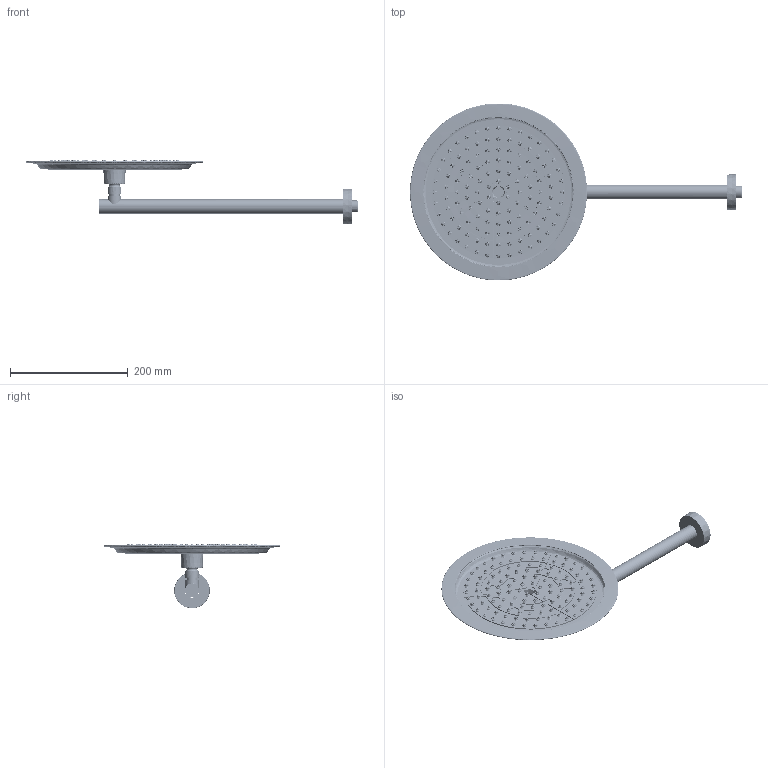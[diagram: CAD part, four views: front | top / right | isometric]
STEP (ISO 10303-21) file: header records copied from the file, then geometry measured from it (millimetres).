
FILE_DESCRIPTION (( 'STEP AP203' ), '1' );
FILE_NAME ('99H309775.STEP', '2024-03-20T06:31:52', ( '' ), ( '' ), 'SwSTEP 2.0', 'SolidWorks 2021', '' );
FILE_SCHEMA (( 'CONFIG_CONTROL_DESIGN' ));
Products named in the file (1): 99H309775
Bounding box: 562.75 x 300 x 109.44 mm (x, y, z)
Volume: 616173.2 mm3; surface area: 148699.8 mm2
Topology: 41 solids, 41 shells, 2261 faces, 6339 edges, 4668 vertices
Faces by surface type: bspline 970, cone 663, plane 586, cylinder 37, torus 5
Full cylindrical faces by diameter (mm): 16.45 x2, 18 x2, 19 x1, 20 x1, 20.45 x3, 23 x1, 23.3 x1, 24 x1, 24.41 x1, 26.9 x1, 36.471 x1, 254.2 x1, 254.5 x1
Entity records: 114789 total; most frequent: CARTESIAN_POINT 74039, ORIENTED_EDGE 8652, DIRECTION 5899, EDGE_CURVE 4326, EDGE_LOOP 4211, VERTEX_POINT 3829, FACE_OUTER_BOUND 2894, AXIS2_PLACEMENT_3D 2817
